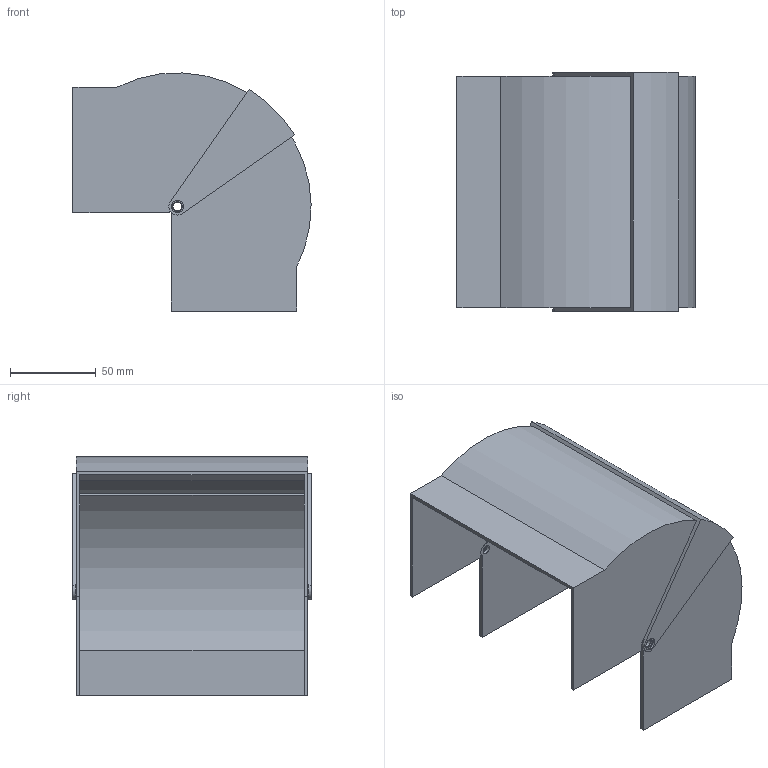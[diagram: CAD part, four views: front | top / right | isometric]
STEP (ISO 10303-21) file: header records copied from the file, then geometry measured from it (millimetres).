
FILE_DESCRIPTION (( 'STEP AP214' ), '1' );
FILE_NAME ('6274413.STEP', '2025-02-18T12:55:09', ( '' ), ( '' ), 'SwSTEP 2.0', 'SolidWorks 2024', '' );
FILE_SCHEMA (( 'AUTOMOTIVE_DESIGN' ));
Length unit declared in the file: millimetre
Products named in the file (3): 040081_Standard; 040080_Standard; 6274413
Assembly tree (2 placements, depth 2):
  6274413
    040080_Standard
    040081_Standard
Bounding box: 138.99 x 139.4 x 138.94 mm (x, y, z)
Volume: 132635.6 mm3; surface area: 135681 mm2
Topology: 2 solids, 2 shells, 58 faces, 156 edges, 104 vertices
Faces by surface type: plane 30, cylinder 28
Entity records: 1942 total; most frequent: DIRECTION 340, CARTESIAN_POINT 323, ORIENTED_EDGE 312, EDGE_CURVE 156, AXIS2_PLACEMENT_3D 121, VERTEX_POINT 104, VECTOR 98, LINE 98
